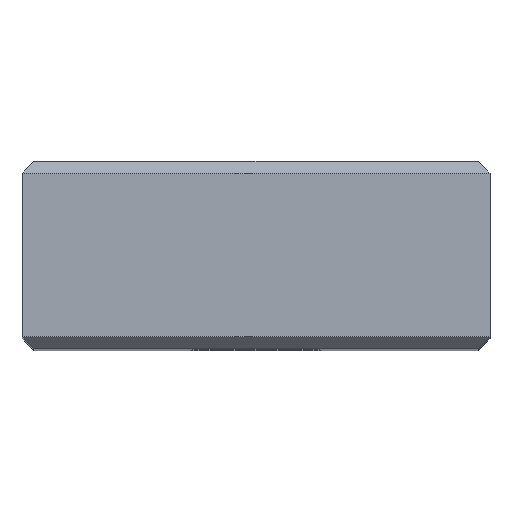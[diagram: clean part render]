
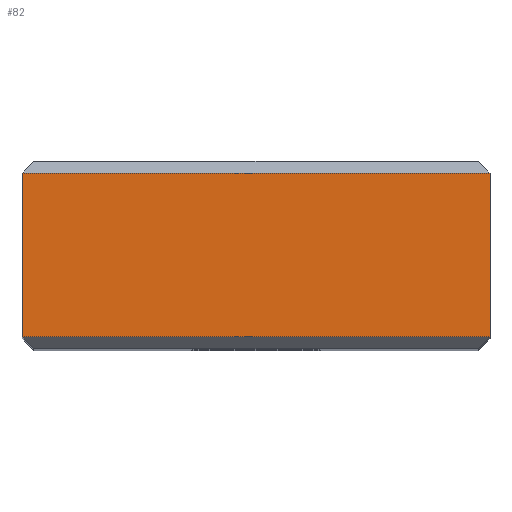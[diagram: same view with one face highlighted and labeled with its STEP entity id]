
A CAD part, top view. The second image highlights one B-rep face of the part: STEP entity #82.
In plain terms, the highlighted planar face has unit normal (0, 0, 1).
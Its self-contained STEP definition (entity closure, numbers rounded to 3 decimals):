
#82 = ADVANCED_FACE( '', ( #114 ), #115, .T. );
#114 = FACE_OUTER_BOUND( '', #170, .T. );
#115 = PLANE( '', #171 );
#170 = EDGE_LOOP( '', ( #261, #262, #263, #264 ) );
#171 = AXIS2_PLACEMENT_3D( '', #265, #266, #267 );
#261 = ORIENTED_EDGE( '', *, *, #374, .T. );
#262 = ORIENTED_EDGE( '', *, *, #358, .T. );
#263 = ORIENTED_EDGE( '', *, *, #360, .T. );
#264 = ORIENTED_EDGE( '', *, *, #352, .T. );
#265 = CARTESIAN_POINT( '', ( 0., 0., 0. ) );
#266 = DIRECTION( '', ( 0., 0., 1. ) );
#267 = DIRECTION( '', ( 1., 0., 0. ) );
#352 = EDGE_CURVE( '', #390, #391, #392, .T. );
#358 = EDGE_CURVE( '', #403, #401, #404, .T. );
#360 = EDGE_CURVE( '', #401, #390, #406, .T. );
#374 = EDGE_CURVE( '', #391, #403, #429, .T. );
#390 = VERTEX_POINT( '', #454 );
#391 = VERTEX_POINT( '', #455 );
#392 = LINE( '', #456, #457 );
#401 = VERTEX_POINT( '', #470 );
#403 = VERTEX_POINT( '', #473 );
#404 = LINE( '', #474, #475 );
#406 = LINE( '', #478, #479 );
#429 = LINE( '', #513, #514 );
#454 = CARTESIAN_POINT( '', ( 20., 15., 0. ) );
#455 = CARTESIAN_POINT( '', ( -20., 15., 0. ) );
#456 = CARTESIAN_POINT( '', ( 0., 15., 0. ) );
#457 = VECTOR( '', #546, 1000. );
#470 = CARTESIAN_POINT( '', ( 20., 1., 0. ) );
#473 = CARTESIAN_POINT( '', ( -20., 1., 0. ) );
#474 = CARTESIAN_POINT( '', ( 0., 1., 0. ) );
#475 = VECTOR( '', #552, 1000. );
#478 = CARTESIAN_POINT( '', ( 20., 1., 0. ) );
#479 = VECTOR( '', #554, 1000. );
#513 = CARTESIAN_POINT( '', ( -20., 15., 0. ) );
#514 = VECTOR( '', #572, 1000. );
#546 = DIRECTION( '', ( -1., 0., 0. ) );
#552 = DIRECTION( '', ( 1., 0., 0. ) );
#554 = DIRECTION( '', ( 0., 1., 0. ) );
#572 = DIRECTION( '', ( 0., -1., 0. ) );
